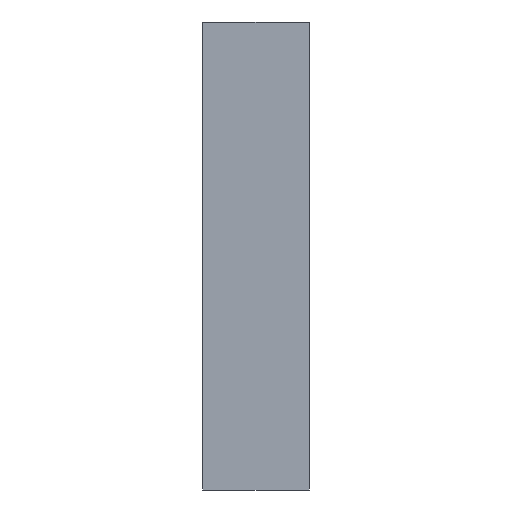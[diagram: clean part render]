
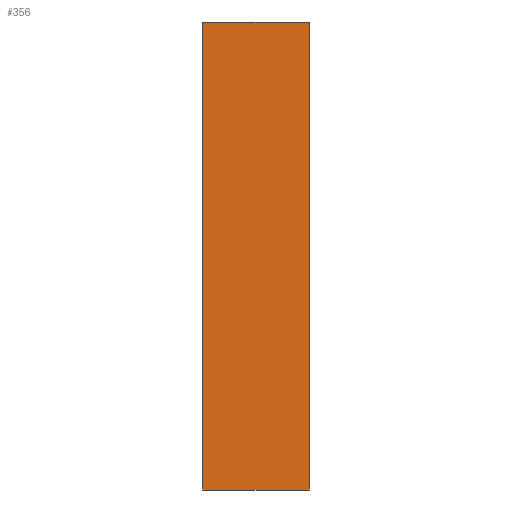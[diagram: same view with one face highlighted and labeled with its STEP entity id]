
A CAD part, left-side view. The second image highlights one B-rep face of the part: STEP entity #356.
In plain terms, the highlighted planar face has unit normal (-1, 0, 0).
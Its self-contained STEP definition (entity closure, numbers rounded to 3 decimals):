
#1 = CARTESIAN_POINT ( 'NONE',  ( 0., 0., 11.8 ) ) ;
#61 = EDGE_CURVE ( 'NONE', #71, #171, #926, .T. ) ;
#69 = LINE ( 'NONE', #557, #94 ) ;
#71 = VERTEX_POINT ( 'NONE', #423 ) ;
#88 = DIRECTION ( 'NONE',  ( 0., -1., 0. ) ) ;
#94 = VECTOR ( 'NONE', #177, 1000. ) ;
#135 = ORIENTED_EDGE ( 'NONE', *, *, #695, .T. ) ;
#149 = EDGE_LOOP ( 'NONE', ( #296, #1013, #960, #135 ) ) ;
#165 = VECTOR ( 'NONE', #88, 1000. ) ;
#171 = VERTEX_POINT ( 'NONE', #526 ) ;
#177 = DIRECTION ( 'NONE',  ( 0., -1., 0. ) ) ;
#296 = ORIENTED_EDGE ( 'NONE', *, *, #61, .T. ) ;
#334 = LINE ( 'NONE', #1007, #1024 ) ;
#338 = DIRECTION ( 'NONE',  ( 1., 0., 0. ) ) ;
#356 = ADVANCED_FACE ( 'NONE', ( #1085 ), #667, .F. ) ;
#391 = VECTOR ( 'NONE', #1064, 1000. ) ;
#393 = CARTESIAN_POINT ( 'NONE',  ( 0., 12.192, 11.8 ) ) ;
#415 = EDGE_CURVE ( 'NONE', #171, #688, #334, .T. ) ;
#423 = CARTESIAN_POINT ( 'NONE',  ( 0., 12.192, 0. ) ) ;
#526 = CARTESIAN_POINT ( 'NONE',  ( 0., 0., 0. ) ) ;
#557 = CARTESIAN_POINT ( 'NONE',  ( 0., 0., 53.8 ) ) ;
#585 = DIRECTION ( 'NONE',  ( 0., 1., 0. ) ) ;
#601 = AXIS2_PLACEMENT_3D ( 'NONE', #1, #338, #585 ) ;
#667 = PLANE ( 'NONE',  #601 ) ;
#688 = VERTEX_POINT ( 'NONE', #812 ) ;
#695 = EDGE_CURVE ( 'NONE', #833, #71, #729, .T. ) ;
#729 = LINE ( 'NONE', #393, #391 ) ;
#812 = CARTESIAN_POINT ( 'NONE',  ( 0., 0., 53.8 ) ) ;
#833 = VERTEX_POINT ( 'NONE', #982 ) ;
#854 = CARTESIAN_POINT ( 'NONE',  ( 0., 0., 0. ) ) ;
#922 = DIRECTION ( 'NONE',  ( 0., 0., 1. ) ) ;
#926 = LINE ( 'NONE', #854, #165 ) ;
#931 = EDGE_CURVE ( 'NONE', #833, #688, #69, .T. ) ;
#960 = ORIENTED_EDGE ( 'NONE', *, *, #931, .F. ) ;
#982 = CARTESIAN_POINT ( 'NONE',  ( 0., 12.192, 53.8 ) ) ;
#1007 = CARTESIAN_POINT ( 'NONE',  ( 0., 0., 0. ) ) ;
#1013 = ORIENTED_EDGE ( 'NONE', *, *, #415, .T. ) ;
#1024 = VECTOR ( 'NONE', #922, 1000. ) ;
#1064 = DIRECTION ( 'NONE',  ( 0., 0., -1. ) ) ;
#1085 = FACE_OUTER_BOUND ( 'NONE', #149, .T. ) ;
